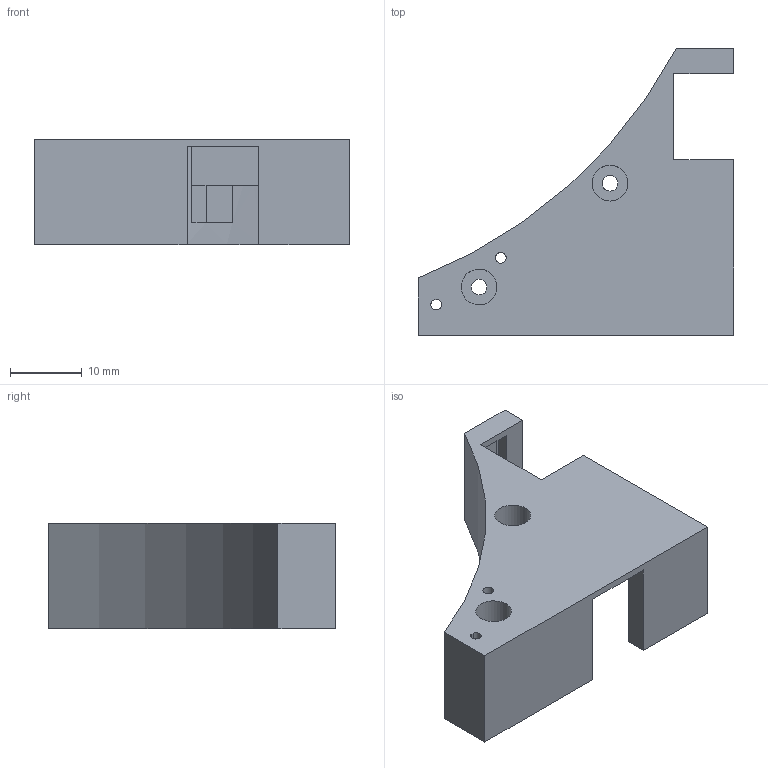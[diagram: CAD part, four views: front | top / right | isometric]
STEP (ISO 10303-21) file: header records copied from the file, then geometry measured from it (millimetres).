
FILE_DESCRIPTION(/* description */ (''),/* implementation_level */ '2;1');
FILE_NAME(/* name */ 'Open_AIR_External_PSU_Housing_A.step',/* time_stamp */ '2024-04-27T11:24:18+02:00',/* author */ (''),/* organization */ (''),/* preprocessor_version */ 'ST-DEVELOPER v20',/* originating_system */ 'Autodesk Translation Framework v12.20.1.177',/* authorisation */ '');
FILE_SCHEMA (('AUTOMOTIVE_DESIGN { 1 0 10303 214 3 1 1 }'));
Length unit declared in the file: millimetre
Products named in the file (1): FusionComponent
Bounding box: 44 x 40 x 14.75 mm (x, y, z)
Volume: 4994.4 mm3; surface area: 5172.6 mm2
Topology: 1 solids, 1 shells, 51 faces, 144 edges, 96 vertices
Faces by surface type: plane 43, cylinder 8
Full cylindrical faces by diameter (mm): 1.5 x1, 2.2 x2, 5 x1
Entity records: 1690 total; most frequent: CARTESIAN_POINT 292, ORIENTED_EDGE 288, DIRECTION 271, EDGE_CURVE 144, LINE 121, VECTOR 121, VERTEX_POINT 96, AXIS2_PLACEMENT_3D 75
